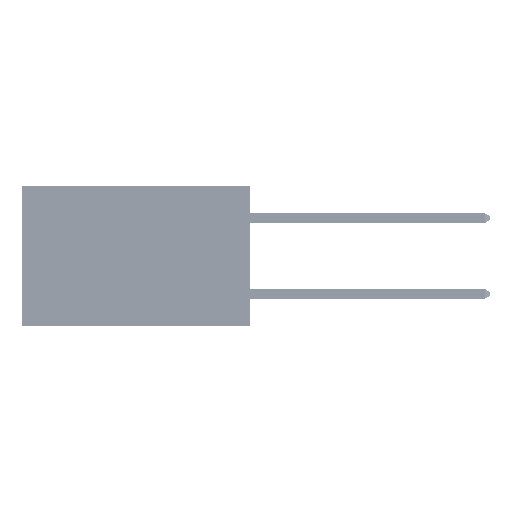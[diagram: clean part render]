
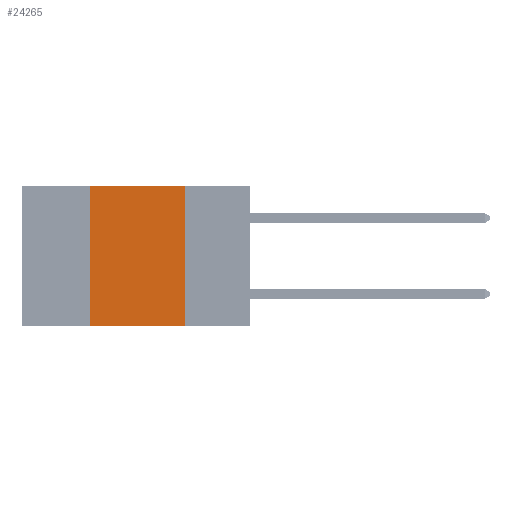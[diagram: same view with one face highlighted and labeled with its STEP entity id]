
A CAD part, left-side view. The second image highlights one B-rep face of the part: STEP entity #24265.
In plain terms, the highlighted planar face has unit normal (-1, 0, 0).
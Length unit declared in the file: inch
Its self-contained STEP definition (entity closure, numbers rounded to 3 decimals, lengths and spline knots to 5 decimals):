
#614 = CARTESIAN_POINT ( 'NONE',  ( 0., 0.42, 0. ) ) ;
#851 = LINE ( 'NONE', #614, #4822 ) ;
#1777 = CARTESIAN_POINT ( 'NONE',  ( 0., 0.17, -0.37 ) ) ;
#4034 = PLANE ( 'NONE',  #19888 ) ;
#4367 = ORIENTED_EDGE ( 'NONE', *, *, #46896, .F. ) ;
#4822 = VECTOR ( 'NONE', #15419, 39.37008 ) ;
#5787 = DIRECTION ( 'NONE',  ( 0., 0., -1. ) ) ;
#9013 = CARTESIAN_POINT ( 'NONE',  ( 0., 0.17, 0. ) ) ;
#9495 = DIRECTION ( 'NONE',  ( 0., -1., 0. ) ) ;
#12894 = CARTESIAN_POINT ( 'NONE',  ( 0., 0.6, -0.37 ) ) ;
#12981 = LINE ( 'NONE', #16571, #19525 ) ;
#13162 = DIRECTION ( 'NONE',  ( 0., -1., 0. ) ) ;
#15106 = VERTEX_POINT ( 'NONE', #1777 ) ;
#15419 = DIRECTION ( 'NONE',  ( 0., 0., 1. ) ) ;
#15452 = EDGE_LOOP ( 'NONE', ( #4367, #20767, #32485, #48215 ) ) ;
#16571 = CARTESIAN_POINT ( 'NONE',  ( 0., 0.17, 0. ) ) ;
#18241 = VERTEX_POINT ( 'NONE', #27124 ) ;
#19525 = VECTOR ( 'NONE', #31372, 39.37008 ) ;
#19888 = AXIS2_PLACEMENT_3D ( 'NONE', #36649, #47914, #5787 ) ;
#20468 = LINE ( 'NONE', #40406, #28765 ) ;
#20767 = ORIENTED_EDGE ( 'NONE', *, *, #37375, .F. ) ;
#21954 = VECTOR ( 'NONE', #13162, 39.37008 ) ;
#24265 = ADVANCED_FACE ( 'NONE', ( #38995 ), #4034, .F. ) ;
#27124 = CARTESIAN_POINT ( 'NONE',  ( 0., 0.42, 0. ) ) ;
#27720 = VERTEX_POINT ( 'NONE', #36269 ) ;
#28765 = VECTOR ( 'NONE', #9495, 39.37008 ) ;
#31372 = DIRECTION ( 'NONE',  ( 0., 0., -1. ) ) ;
#32485 = ORIENTED_EDGE ( 'NONE', *, *, #34216, .F. ) ;
#33971 = EDGE_CURVE ( 'NONE', #27720, #15106, #47893, .T. ) ;
#34216 = EDGE_CURVE ( 'NONE', #27720, #18241, #851, .T. ) ;
#36269 = CARTESIAN_POINT ( 'NONE',  ( 0., 0.42, -0.37 ) ) ;
#36649 = CARTESIAN_POINT ( 'NONE',  ( 0., 0.6, 0. ) ) ;
#37375 = EDGE_CURVE ( 'NONE', #18241, #46010, #20468, .T. ) ;
#38995 = FACE_OUTER_BOUND ( 'NONE', #15452, .T. ) ;
#40406 = CARTESIAN_POINT ( 'NONE',  ( 0., 0.6, 0. ) ) ;
#46010 = VERTEX_POINT ( 'NONE', #9013 ) ;
#46896 = EDGE_CURVE ( 'NONE', #46010, #15106, #12981, .T. ) ;
#47893 = LINE ( 'NONE', #12894, #21954 ) ;
#47914 = DIRECTION ( 'NONE',  ( 1., 0., 0. ) ) ;
#48215 = ORIENTED_EDGE ( 'NONE', *, *, #33971, .T. ) ;
